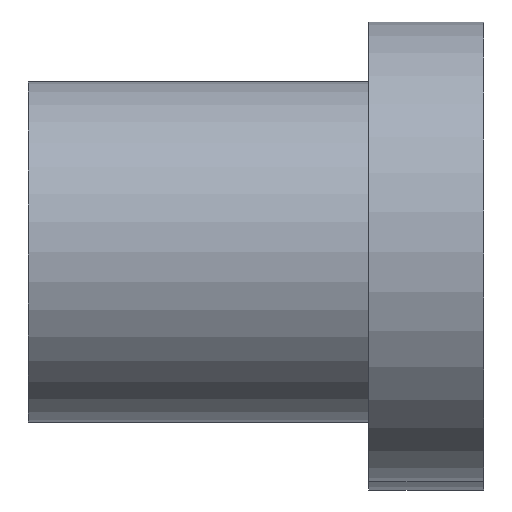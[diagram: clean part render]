
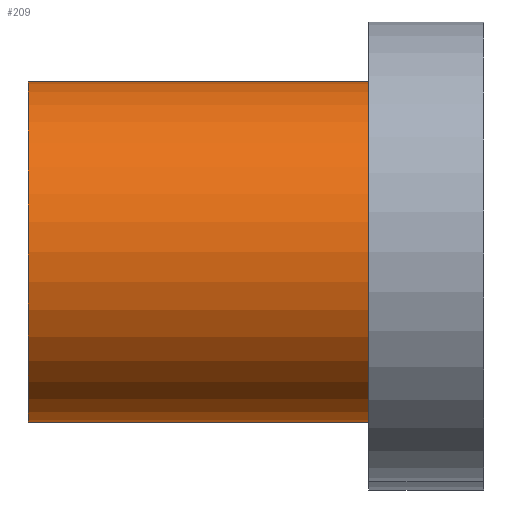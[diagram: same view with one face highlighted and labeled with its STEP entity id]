
A CAD part, left-side view. The second image highlights one B-rep face of the part: STEP entity #209.
In plain terms, the highlighted cylindrical face has radius 3.7 mm (diameter 7.4 mm), a full revolution.
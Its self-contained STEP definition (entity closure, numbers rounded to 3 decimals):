
#38=FACE_OUTER_BOUND('',#58,.T.);
#58=EDGE_LOOP('',(#157,#158,#159,#160));
#79=LINE('',#378,#87);
#87=VECTOR('',#302,3.7);
#96=CIRCLE('',#255,3.7);
#97=CIRCLE('',#257,3.7);
#112=VERTEX_POINT('',#374);
#113=VERTEX_POINT('',#377);
#129=EDGE_CURVE('',#112,#112,#96,.T.);
#130=EDGE_CURVE('',#112,#113,#79,.T.);
#131=EDGE_CURVE('',#113,#113,#97,.T.);
#157=ORIENTED_EDGE('',*,*,#129,.F.);
#158=ORIENTED_EDGE('',*,*,#130,.T.);
#159=ORIENTED_EDGE('',*,*,#131,.F.);
#160=ORIENTED_EDGE('',*,*,#130,.F.);
#199=CYLINDRICAL_SURFACE('',#256,3.7);
#209=ADVANCED_FACE('',(#38),#199,.T.);
#255=AXIS2_PLACEMENT_3D('',#375,#298,#299);
#256=AXIS2_PLACEMENT_3D('',#376,#300,#301);
#257=AXIS2_PLACEMENT_3D('',#379,#303,#304);
#298=DIRECTION('center_axis',(0.,1.,0.));
#299=DIRECTION('ref_axis',(1.,0.,0.));
#300=DIRECTION('center_axis',(0.,1.,0.));
#301=DIRECTION('ref_axis',(1.,0.,0.));
#302=DIRECTION('',(0.,-1.,0.));
#303=DIRECTION('center_axis',(0.,-1.,0.));
#304=DIRECTION('ref_axis',(1.,0.,0.));
#374=CARTESIAN_POINT('',(-3.7,9.9,0.));
#375=CARTESIAN_POINT('Origin',(0.,9.9,0.));
#376=CARTESIAN_POINT('Origin',(0.,2.5,0.));
#377=CARTESIAN_POINT('',(-3.7,2.5,0.));
#378=CARTESIAN_POINT('',(-3.7,2.5,0.));
#379=CARTESIAN_POINT('Origin',(0.,2.5,0.));
